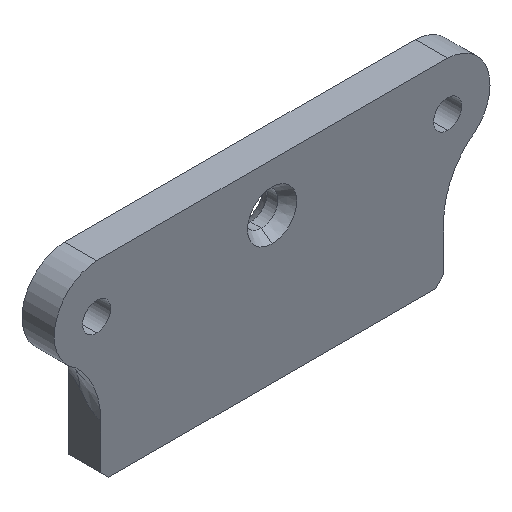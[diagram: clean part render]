
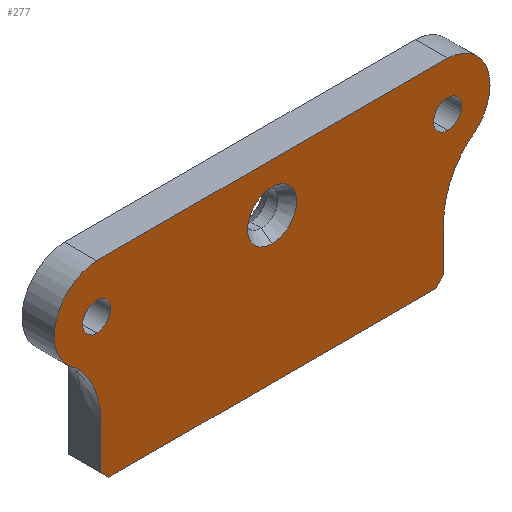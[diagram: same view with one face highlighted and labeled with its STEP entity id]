
A CAD part, isometric view. The second image highlights one B-rep face of the part: STEP entity #277.
In plain terms, the highlighted planar face has unit normal (0, -1, 0).
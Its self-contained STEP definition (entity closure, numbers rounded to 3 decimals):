
#1 = LINE ( 'NONE', #695, #372 ) ;
#44 = CARTESIAN_POINT ( 'NONE',  ( -0.5, 0., 18. ) ) ;
#57 = CARTESIAN_POINT ( 'NONE',  ( -0.266, 0., 9.229 ) ) ;
#68 = CIRCLE ( 'NONE', #859, 5.506 ) ;
#69 = EDGE_CURVE ( 'NONE', #519, #283, #340, .T. ) ;
#77 = DIRECTION ( 'NONE',  ( 0., 1., 0. ) ) ;
#84 = DIRECTION ( 'NONE',  ( 0., 1., 0. ) ) ;
#95 = CARTESIAN_POINT ( 'NONE',  ( 42.75, 0., 18.5 ) ) ;
#96 = EDGE_CURVE ( 'NONE', #307, #273, #68, .T. ) ;
#98 = EDGE_CURVE ( 'NONE', #278, #273, #589, .T. ) ;
#108 = VECTOR ( 'NONE', #921, 1000. ) ;
#113 = AXIS2_PLACEMENT_3D ( 'NONE', #861, #329, #855 ) ;
#114 = CARTESIAN_POINT ( 'NONE',  ( 42.5, 0., 6.564 ) ) ;
#123 = VECTOR ( 'NONE', #339, 1000. ) ;
#124 = ORIENTED_EDGE ( 'NONE', *, *, #96, .F. ) ;
#136 = EDGE_CURVE ( 'NONE', #973, #975, #540, .T. ) ;
#138 = CARTESIAN_POINT ( 'NONE',  ( 0., 0., 6.564 ) ) ;
#139 = ORIENTED_EDGE ( 'NONE', *, *, #98, .T. ) ;
#153 = EDGE_CURVE ( 'NONE', #433, #208, #733, .T. ) ;
#154 = CARTESIAN_POINT ( 'NONE',  ( 42.5, 0., 0. ) ) ;
#159 = CARTESIAN_POINT ( 'NONE',  ( -3.065, 0., 13.768 ) ) ;
#167 = CARTESIAN_POINT ( 'NONE',  ( 43., 0., 18. ) ) ;
#169 = EDGE_CURVE ( 'NONE', #544, #682, #421, .T. ) ;
#175 = AXIS2_PLACEMENT_3D ( 'NONE', #782, #84, #709 ) ;
#177 = FACE_BOUND ( 'NONE', #373, .T. ) ;
#184 = DIRECTION ( 'NONE',  ( 0., 1., 0. ) ) ;
#189 = CARTESIAN_POINT ( 'NONE',  ( 42.5, 0., 1. ) ) ;
#198 = CIRCLE ( 'NONE', #505, 1.75 ) ;
#204 = EDGE_CURVE ( 'NONE', #635, #444, #306, .T. ) ;
#206 = CARTESIAN_POINT ( 'NONE',  ( 41.5, 0., 0. ) ) ;
#208 = VERTEX_POINT ( 'NONE', #874 ) ;
#209 = CARTESIAN_POINT ( 'NONE',  ( -2.086, 0., 12.826 ) ) ;
#220 = CARTESIAN_POINT ( 'NONE',  ( 0., 0., 6.564 ) ) ;
#226 = CARTESIAN_POINT ( 'NONE',  ( 43., 0., 19.75 ) ) ;
#232 = CARTESIAN_POINT ( 'NONE',  ( 21.25, 0., 18. ) ) ;
#244 = CARTESIAN_POINT ( 'NONE',  ( 42.5, 0., 6.564 ) ) ;
#250 = CARTESIAN_POINT ( 'NONE',  ( 43.829, 0., 11.728 ) ) ;
#268 = DIRECTION ( 'NONE',  ( 0., 0., 1. ) ) ;
#273 = VERTEX_POINT ( 'NONE', #959 ) ;
#274 = CIRCLE ( 'NONE', #936, 3.05 ) ;
#277 = ADVANCED_FACE ( 'NONE', ( #722, #955, #725, #177 ), #644, .F. ) ;
#278 = VERTEX_POINT ( 'NONE', #114 ) ;
#283 = VERTEX_POINT ( 'NONE', #423 ) ;
#295 = CARTESIAN_POINT ( 'NONE',  ( 43., 0., 16.25 ) ) ;
#299 = EDGE_CURVE ( 'NONE', #208, #433, #198, .T. ) ;
#306 = LINE ( 'NONE', #616, #108 ) ;
#307 = VERTEX_POINT ( 'NONE', #869 ) ;
#312 = DIRECTION ( 'NONE',  ( 0., 0., 1. ) ) ;
#324 = CARTESIAN_POINT ( 'NONE',  ( 42.765, 0., 9.225 ) ) ;
#329 = DIRECTION ( 'NONE',  ( 0., 1., 0. ) ) ;
#339 = DIRECTION ( 'NONE',  ( 0.707, 0., 0.707 ) ) ;
#340 = CIRCLE ( 'NONE', #600, 3.05 ) ;
#344 = DIRECTION ( 'NONE',  ( 0., 1., 0. ) ) ;
#346 = DIRECTION ( 'NONE',  ( 0., 1., 0. ) ) ;
#360 = ORIENTED_EDGE ( 'NONE', *, *, #601, .F. ) ;
#363 = CARTESIAN_POINT ( 'NONE',  ( 0., 0., 7.924 ) ) ;
#372 = VECTOR ( 'NONE', #834, 1000. ) ;
#373 = EDGE_LOOP ( 'NONE', ( #832, #934 ) ) ;
#386 = CARTESIAN_POINT ( 'NONE',  ( -0.5, 0., 24. ) ) ;
#402 = EDGE_LOOP ( 'NONE', ( #550, #602, #587, #139, #124, #360, #856, #919, #523, #901 ) ) ;
#406 = DIRECTION ( 'NONE',  ( -1., 0., 0. ) ) ;
#421 = CIRCLE ( 'NONE', #813, 1.75 ) ;
#423 = CARTESIAN_POINT ( 'NONE',  ( 21.25, 0., 14.95 ) ) ;
#433 = VERTEX_POINT ( 'NONE', #870 ) ;
#435 = EDGE_LOOP ( 'NONE', ( #464, #750 ) ) ;
#437 = DIRECTION ( 'NONE',  ( 0., 0., 1. ) ) ;
#444 = VERTEX_POINT ( 'NONE', #220 ) ;
#456 = LINE ( 'NONE', #386, #900 ) ;
#464 = ORIENTED_EDGE ( 'NONE', *, *, #299, .T. ) ;
#505 = AXIS2_PLACEMENT_3D ( 'NONE', #44, #184, #806 ) ;
#510 = CARTESIAN_POINT ( 'NONE',  ( -3.065, 0., 13.768 ) ) ;
#513 = EDGE_CURVE ( 'NONE', #739, #444, #942, .T. ) ;
#514 = CARTESIAN_POINT ( 'NONE',  ( 1., 0., 0. ) ) ;
#519 = VERTEX_POINT ( 'NONE', #760 ) ;
#523 = ORIENTED_EDGE ( 'NONE', *, *, #204, .F. ) ;
#540 = LINE ( 'NONE', #780, #983 ) ;
#544 = VERTEX_POINT ( 'NONE', #226 ) ;
#550 = ORIENTED_EDGE ( 'NONE', *, *, #136, .F. ) ;
#551 = CARTESIAN_POINT ( 'NONE',  ( 45.565, 0., 13.768 ) ) ;
#556 = DIRECTION ( 'NONE',  ( 0., 0., -1. ) ) ;
#561 = EDGE_CURVE ( 'NONE', #278, #926, #848, .T. ) ;
#569 = DIRECTION ( 'NONE',  ( 0., 1., 0. ) ) ;
#587 = ORIENTED_EDGE ( 'NONE', *, *, #561, .F. ) ;
#589 = B_SPLINE_CURVE_WITH_KNOTS ( 'NONE', 3,
 ( #244, #865, #324, #250, #933, #551 ),
 .UNSPECIFIED., .F., .F.,
 ( 4, 2, 4 ),
 ( 0., 0.5, 1. ),
 .UNSPECIFIED. ) ;
#600 = AXIS2_PLACEMENT_3D ( 'NONE', #232, #849, #312 ) ;
#601 = EDGE_CURVE ( 'NONE', #667, #307, #456, .T. ) ;
#602 = ORIENTED_EDGE ( 'NONE', *, *, #845, .T. ) ;
#616 = CARTESIAN_POINT ( 'NONE',  ( 0., 0., 0. ) ) ;
#635 = VERTEX_POINT ( 'NONE', #637 ) ;
#637 = CARTESIAN_POINT ( 'NONE',  ( 0., 0., 1. ) ) ;
#639 = EDGE_CURVE ( 'NONE', #682, #544, #726, .T. ) ;
#644 = PLANE ( 'NONE',  #946 ) ;
#650 = CARTESIAN_POINT ( 'NONE',  ( 41.5, 0., 0. ) ) ;
#667 = VERTEX_POINT ( 'NONE', #857 ) ;
#682 = VERTEX_POINT ( 'NONE', #295 ) ;
#695 = CARTESIAN_POINT ( 'NONE',  ( 0., 0., 1. ) ) ;
#709 = DIRECTION ( 'NONE',  ( 0., 0., 1. ) ) ;
#712 = DIRECTION ( 'NONE',  ( 0., 0., 1. ) ) ;
#716 = CIRCLE ( 'NONE', #871, 5.506 ) ;
#719 = DIRECTION ( 'NONE',  ( 0., 1., 0. ) ) ;
#722 = FACE_BOUND ( 'NONE', #969, .T. ) ;
#725 = FACE_BOUND ( 'NONE', #435, .T. ) ;
#726 = CIRCLE ( 'NONE', #175, 1.75 ) ;
#733 = CIRCLE ( 'NONE', #113, 1.75 ) ;
#735 = LINE ( 'NONE', #650, #123 ) ;
#737 = CARTESIAN_POINT ( 'NONE',  ( -0.25, 0., 18.5 ) ) ;
#739 = VERTEX_POINT ( 'NONE', #159 ) ;
#750 = ORIENTED_EDGE ( 'NONE', *, *, #153, .T. ) ;
#754 = CARTESIAN_POINT ( 'NONE',  ( -1.331, 0., 11.732 ) ) ;
#755 = ORIENTED_EDGE ( 'NONE', *, *, #69, .T. ) ;
#760 = CARTESIAN_POINT ( 'NONE',  ( 21.25, 0., 21.05 ) ) ;
#771 = EDGE_CURVE ( 'NONE', #635, #975, #1, .T. ) ;
#776 = VECTOR ( 'NONE', #920, 1000. ) ;
#780 = CARTESIAN_POINT ( 'NONE',  ( 0., 0., 0. ) ) ;
#782 = CARTESIAN_POINT ( 'NONE',  ( 43., 0., 18. ) ) ;
#800 = CARTESIAN_POINT ( 'NONE',  ( 21.25, 0., 18. ) ) ;
#806 = DIRECTION ( 'NONE',  ( 0., 0., 1. ) ) ;
#813 = AXIS2_PLACEMENT_3D ( 'NONE', #167, #77, #712 ) ;
#824 = CARTESIAN_POINT ( 'NONE',  ( -0.25, 0., 18.5 ) ) ;
#831 = ORIENTED_EDGE ( 'NONE', *, *, #843, .T. ) ;
#832 = ORIENTED_EDGE ( 'NONE', *, *, #639, .T. ) ;
#834 = DIRECTION ( 'NONE',  ( 0.707, 0., -0.707 ) ) ;
#843 = EDGE_CURVE ( 'NONE', #283, #519, #274, .T. ) ;
#845 = EDGE_CURVE ( 'NONE', #973, #926, #735, .T. ) ;
#848 = LINE ( 'NONE', #154, #776 ) ;
#849 = DIRECTION ( 'NONE',  ( 0., 1., 0. ) ) ;
#855 = DIRECTION ( 'NONE',  ( 0., 0., 1. ) ) ;
#856 = ORIENTED_EDGE ( 'NONE', *, *, #985, .F. ) ;
#857 = CARTESIAN_POINT ( 'NONE',  ( -0.5, 0., 24. ) ) ;
#859 = AXIS2_PLACEMENT_3D ( 'NONE', #95, #719, #556 ) ;
#861 = CARTESIAN_POINT ( 'NONE',  ( -0.5, 0., 18. ) ) ;
#865 = CARTESIAN_POINT ( 'NONE',  ( 42.5, 0., 7.922 ) ) ;
#866 = DIRECTION ( 'NONE',  ( 1., 0., 0. ) ) ;
#869 = CARTESIAN_POINT ( 'NONE',  ( 43., 0., 24. ) ) ;
#870 = CARTESIAN_POINT ( 'NONE',  ( -0.5, 0., 19.75 ) ) ;
#871 = AXIS2_PLACEMENT_3D ( 'NONE', #824, #346, #437 ) ;
#874 = CARTESIAN_POINT ( 'NONE',  ( -0.5, 0., 16.25 ) ) ;
#900 = VECTOR ( 'NONE', #866, 1000. ) ;
#901 = ORIENTED_EDGE ( 'NONE', *, *, #771, .T. ) ;
#919 = ORIENTED_EDGE ( 'NONE', *, *, #513, .T. ) ;
#920 = DIRECTION ( 'NONE',  ( 0., 0., -1. ) ) ;
#921 = DIRECTION ( 'NONE',  ( 0., 0., 1. ) ) ;
#926 = VERTEX_POINT ( 'NONE', #189 ) ;
#933 = CARTESIAN_POINT ( 'NONE',  ( 44.585, 0., 12.825 ) ) ;
#934 = ORIENTED_EDGE ( 'NONE', *, *, #169, .T. ) ;
#936 = AXIS2_PLACEMENT_3D ( 'NONE', #800, #344, #268 ) ;
#942 = B_SPLINE_CURVE_WITH_KNOTS ( 'NONE', 3,
 ( #510, #209, #754, #57, #363, #138 ),
 .UNSPECIFIED., .F., .F.,
 ( 4, 2, 4 ),
 ( 0., 0.5, 1. ),
 .UNSPECIFIED. ) ;
#946 = AXIS2_PLACEMENT_3D ( 'NONE', #737, #569, #951 ) ;
#951 = DIRECTION ( 'NONE',  ( 0., 0., 1. ) ) ;
#955 = FACE_OUTER_BOUND ( 'NONE', #402, .T. ) ;
#959 = CARTESIAN_POINT ( 'NONE',  ( 45.565, 0., 13.768 ) ) ;
#969 = EDGE_LOOP ( 'NONE', ( #831, #755 ) ) ;
#973 = VERTEX_POINT ( 'NONE', #206 ) ;
#975 = VERTEX_POINT ( 'NONE', #514 ) ;
#983 = VECTOR ( 'NONE', #406, 1000. ) ;
#985 = EDGE_CURVE ( 'NONE', #739, #667, #716, .T. ) ;
